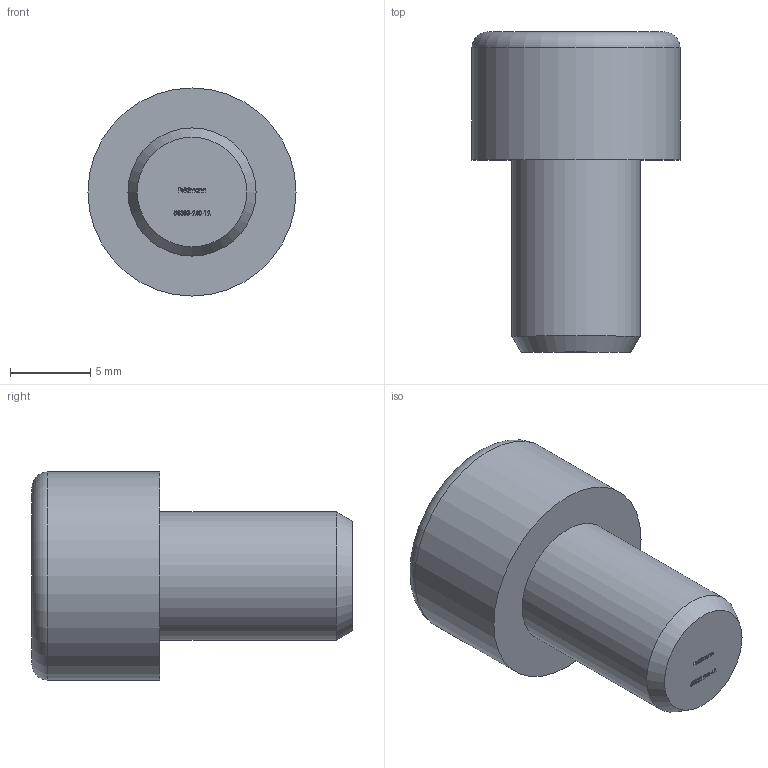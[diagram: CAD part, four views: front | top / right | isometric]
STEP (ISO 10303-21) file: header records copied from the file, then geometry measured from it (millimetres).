
FILE_DESCRIPTION (( 'STEP AP203' ), '1' );
FILE_NAME ('58333-240-12.step', '2020-01-21T10:28:50', ( '' ), ( '' ), 'SwSTEP 2.0', 'SolidWorks 2015', '' );
FILE_SCHEMA (( 'CONFIG_CONTROL_DESIGN' ));
Length unit declared in the file: millimetre
Products named in the file (2): 58333-240-12
Bounding box: 13 x 20 x 13 mm (x, y, z)
Volume: 1520.2 mm3; surface area: 949.9 mm2
Topology: 1 solids, 1 shells, 291 faces, 776 edges, 516 vertices
Faces by surface type: plane 150, bspline 136, cylinder 2, cone 2, torus 1
Full cylindrical faces by diameter (mm): 8 x1, 13 x1
Entity records: 16448 total; most frequent: CARTESIAN_POINT 9999, ORIENTED_EDGE 1536, DIRECTION 822, EDGE_CURVE 768, VERTEX_POINT 512, LINE 484, VECTOR 484, EDGE_LOOP 324
